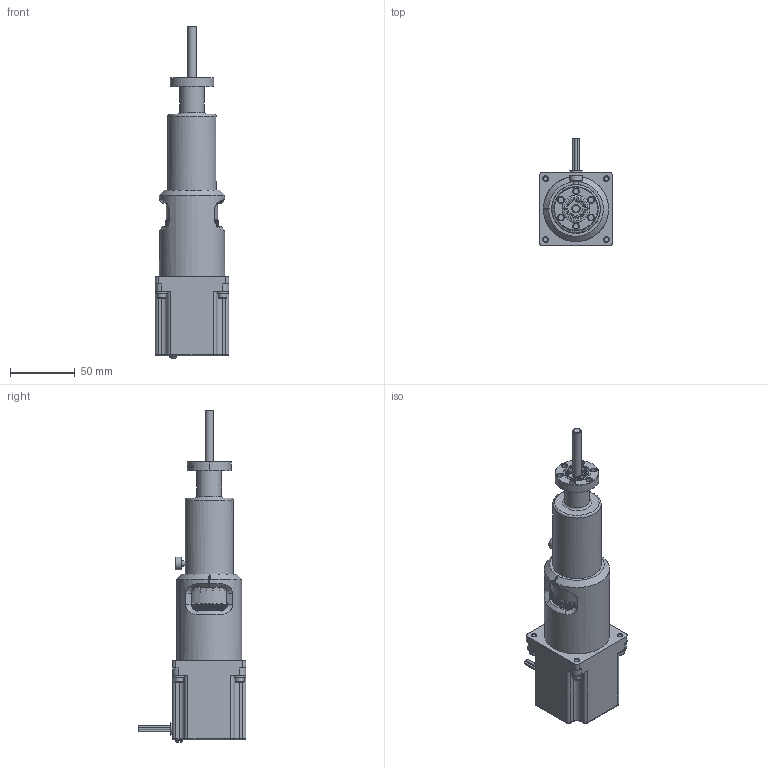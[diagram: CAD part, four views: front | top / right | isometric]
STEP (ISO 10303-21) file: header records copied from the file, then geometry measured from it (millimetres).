
FILE_DESCRIPTION(/* description */ ('Alibre Inc.'),/* implementation_level */ '2;1');
FILE_NAME(/* name */ 'export0',/* time_stamp */ '2012-10-02T16:06:57-07:00',/* author */ (''),/* organization */ (''),/* preprocessor_version */ 'ST-DEVELOPER v14',/* originating_system */ 'Alibre',/* authorisation */ '');
FILE_SCHEMA (('CONFIG_CONTROL_DESIGN'));
Length unit declared in the file: centimetre
Products named in the file (1): 102100.12
Bounding box: 56.64 x 83.31 x 256.95 mm (x, y, z)
Volume: 339520.4 mm3; surface area: 66367.4 mm2
Topology: 1 solids, 11 shells, 1211 faces, 3204 edges, 2097 vertices
Faces by surface type: plane 609, cylinder 339, bspline 170, cone 68, torus 24, sphere 1
Full cylindrical faces by diameter (mm): 0.919 x2, 1.588 x5, 1.641 x1, 2.261 x4, 2.946 x4, 3.454 x7, 4.115 x4, 4.166 x1, 4.826 x4, 5.334 x5, 5.829 x2, 6.223 x2, 6.299 x1, 6.337 x2, 6.375 x1, 6.731 x4, 9.398 x1, 9.425 x1, 9.906 x1, 12.776 x1, 13.062 x1, 15.773 x1, 18.796 x1, 19.05 x1, 19.253 x1, 19.304 x1, 24.13 x1, 30.734 x1, 31.496 x1, 32.512 x1
Entity records: 59827 total; most frequent: CARTESIAN_POINT 35167, ORIENTED_EDGE 6102, DIRECTION 3400, EDGE_CURVE 3051, VERTEX_POINT 2057, AXIS2_PLACEMENT_3D 1441, EDGE_LOOP 1440, FACE_BOUND 1440
